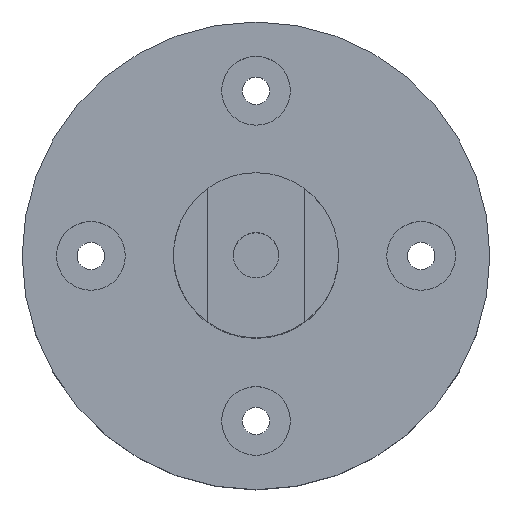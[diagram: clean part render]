
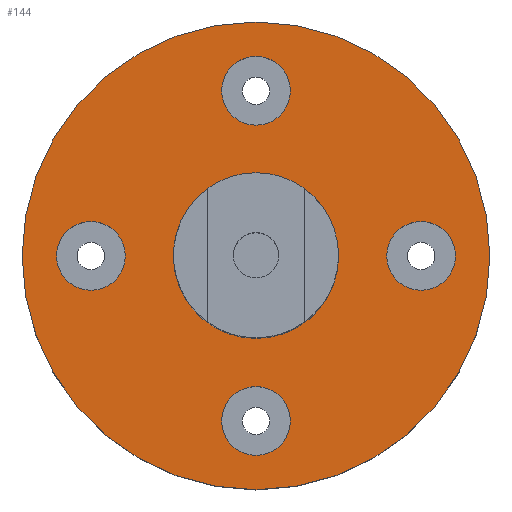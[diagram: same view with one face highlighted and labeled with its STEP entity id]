
A CAD part, top view. The second image highlights one B-rep face of the part: STEP entity #144.
In plain terms, the highlighted planar face has unit normal (0, 0, 1).
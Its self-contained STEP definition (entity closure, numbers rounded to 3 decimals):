
#24 = VERTEX_POINT('',#25);
#25 = CARTESIAN_POINT('',(17.,0.,10.));
#32 = CYLINDRICAL_SURFACE('',#33,17.);
#33 = AXIS2_PLACEMENT_3D('',#34,#35,#36);
#34 = CARTESIAN_POINT('',(0.,0.,0.));
#35 = DIRECTION('',(-0.,-0.,-1.));
#36 = DIRECTION('',(1.,0.,0.));
#51 = EDGE_CURVE('',#24,#24,#52,.T.);
#52 = SURFACE_CURVE('',#53,(#58,#65),.PCURVE_S1.);
#53 = CIRCLE('',#54,17.);
#54 = AXIS2_PLACEMENT_3D('',#55,#56,#57);
#55 = CARTESIAN_POINT('',(0.,0.,10.));
#56 = DIRECTION('',(0.,0.,1.));
#57 = DIRECTION('',(1.,0.,0.));
#58 = PCURVE('',#32,#59);
#59 = DEFINITIONAL_REPRESENTATION('',(#60),#64);
#60 = LINE('',#61,#62);
#61 = CARTESIAN_POINT('',(-0.,-10.));
#62 = VECTOR('',#63,1.);
#63 = DIRECTION('',(-1.,0.));
#64 = ( GEOMETRIC_REPRESENTATION_CONTEXT(2) 
PARAMETRIC_REPRESENTATION_CONTEXT() REPRESENTATION_CONTEXT('2D SPACE',''
  ) );
#65 = PCURVE('',#66,#71);
#66 = PLANE('',#67);
#67 = AXIS2_PLACEMENT_3D('',#68,#69,#70);
#68 = CARTESIAN_POINT('',(0.,0.,10.));
#69 = DIRECTION('',(0.,0.,1.));
#70 = DIRECTION('',(1.,0.,0.));
#71 = DEFINITIONAL_REPRESENTATION('',(#72),#76);
#72 = CIRCLE('',#73,17.);
#73 = AXIS2_PLACEMENT_2D('',#74,#75);
#74 = CARTESIAN_POINT('',(0.,0.));
#75 = DIRECTION('',(1.,0.));
#76 = ( GEOMETRIC_REPRESENTATION_CONTEXT(2) 
PARAMETRIC_REPRESENTATION_CONTEXT() REPRESENTATION_CONTEXT('2D SPACE',''
  ) );
#144 = ADVANCED_FACE('',(#145,#148,#179,#210,#241,#272),#66,.T.);
#145 = FACE_BOUND('',#146,.T.);
#146 = EDGE_LOOP('',(#147));
#147 = ORIENTED_EDGE('',*,*,#51,.T.);
#148 = FACE_BOUND('',#149,.T.);
#149 = EDGE_LOOP('',(#150));
#150 = ORIENTED_EDGE('',*,*,#151,.F.);
#151 = EDGE_CURVE('',#152,#152,#154,.T.);
#152 = VERTEX_POINT('',#153);
#153 = CARTESIAN_POINT('',(2.5,-12.,10.));
#154 = SURFACE_CURVE('',#155,(#160,#167),.PCURVE_S1.);
#155 = CIRCLE('',#156,2.5);
#156 = AXIS2_PLACEMENT_3D('',#157,#158,#159);
#157 = CARTESIAN_POINT('',(0.,-12.,10.));
#158 = DIRECTION('',(0.,0.,1.));
#159 = DIRECTION('',(1.,0.,0.));
#160 = PCURVE('',#66,#161);
#161 = DEFINITIONAL_REPRESENTATION('',(#162),#166);
#162 = CIRCLE('',#163,2.5);
#163 = AXIS2_PLACEMENT_2D('',#164,#165);
#164 = CARTESIAN_POINT('',(0.,-12.));
#165 = DIRECTION('',(1.,0.));
#166 = ( GEOMETRIC_REPRESENTATION_CONTEXT(2) 
PARAMETRIC_REPRESENTATION_CONTEXT() REPRESENTATION_CONTEXT('2D SPACE',''
  ) );
#167 = PCURVE('',#168,#173);
#168 = CYLINDRICAL_SURFACE('',#169,2.5);
#169 = AXIS2_PLACEMENT_3D('',#170,#171,#172);
#170 = CARTESIAN_POINT('',(0.,-12.,10.));
#171 = DIRECTION('',(0.,0.,1.));
#172 = DIRECTION('',(1.,0.,0.));
#173 = DEFINITIONAL_REPRESENTATION('',(#174),#178);
#174 = LINE('',#175,#176);
#175 = CARTESIAN_POINT('',(0.,0.));
#176 = VECTOR('',#177,1.);
#177 = DIRECTION('',(1.,0.));
#178 = ( GEOMETRIC_REPRESENTATION_CONTEXT(2) 
PARAMETRIC_REPRESENTATION_CONTEXT() REPRESENTATION_CONTEXT('2D SPACE',''
  ) );
#179 = FACE_BOUND('',#180,.T.);
#180 = EDGE_LOOP('',(#181));
#181 = ORIENTED_EDGE('',*,*,#182,.F.);
#182 = EDGE_CURVE('',#183,#183,#185,.T.);
#183 = VERTEX_POINT('',#184);
#184 = CARTESIAN_POINT('',(-9.5,0.,10.));
#185 = SURFACE_CURVE('',#186,(#191,#198),.PCURVE_S1.);
#186 = CIRCLE('',#187,2.5);
#187 = AXIS2_PLACEMENT_3D('',#188,#189,#190);
#188 = CARTESIAN_POINT('',(-12.,0.,10.));
#189 = DIRECTION('',(0.,0.,1.));
#190 = DIRECTION('',(1.,0.,0.));
#191 = PCURVE('',#66,#192);
#192 = DEFINITIONAL_REPRESENTATION('',(#193),#197);
#193 = CIRCLE('',#194,2.5);
#194 = AXIS2_PLACEMENT_2D('',#195,#196);
#195 = CARTESIAN_POINT('',(-12.,0.));
#196 = DIRECTION('',(1.,0.));
#197 = ( GEOMETRIC_REPRESENTATION_CONTEXT(2) 
PARAMETRIC_REPRESENTATION_CONTEXT() REPRESENTATION_CONTEXT('2D SPACE',''
  ) );
#198 = PCURVE('',#199,#204);
#199 = CYLINDRICAL_SURFACE('',#200,2.5);
#200 = AXIS2_PLACEMENT_3D('',#201,#202,#203);
#201 = CARTESIAN_POINT('',(-12.,0.,10.));
#202 = DIRECTION('',(0.,0.,1.));
#203 = DIRECTION('',(1.,0.,0.));
#204 = DEFINITIONAL_REPRESENTATION('',(#205),#209);
#205 = LINE('',#206,#207);
#206 = CARTESIAN_POINT('',(0.,0.));
#207 = VECTOR('',#208,1.);
#208 = DIRECTION('',(1.,0.));
#209 = ( GEOMETRIC_REPRESENTATION_CONTEXT(2) 
PARAMETRIC_REPRESENTATION_CONTEXT() REPRESENTATION_CONTEXT('2D SPACE',''
  ) );
#210 = FACE_BOUND('',#211,.T.);
#211 = EDGE_LOOP('',(#212));
#212 = ORIENTED_EDGE('',*,*,#213,.F.);
#213 = EDGE_CURVE('',#214,#214,#216,.T.);
#214 = VERTEX_POINT('',#215);
#215 = CARTESIAN_POINT('',(6.,0.,10.));
#216 = SURFACE_CURVE('',#217,(#222,#229),.PCURVE_S1.);
#217 = CIRCLE('',#218,6.);
#218 = AXIS2_PLACEMENT_3D('',#219,#220,#221);
#219 = CARTESIAN_POINT('',(0.,0.,10.));
#220 = DIRECTION('',(0.,0.,1.));
#221 = DIRECTION('',(1.,0.,0.));
#222 = PCURVE('',#66,#223);
#223 = DEFINITIONAL_REPRESENTATION('',(#224),#228);
#224 = CIRCLE('',#225,6.);
#225 = AXIS2_PLACEMENT_2D('',#226,#227);
#226 = CARTESIAN_POINT('',(0.,0.));
#227 = DIRECTION('',(1.,0.));
#228 = ( GEOMETRIC_REPRESENTATION_CONTEXT(2) 
PARAMETRIC_REPRESENTATION_CONTEXT() REPRESENTATION_CONTEXT('2D SPACE',''
  ) );
#229 = PCURVE('',#230,#235);
#230 = CYLINDRICAL_SURFACE('',#231,6.);
#231 = AXIS2_PLACEMENT_3D('',#232,#233,#234);
#232 = CARTESIAN_POINT('',(0.,0.,10.));
#233 = DIRECTION('',(-0.,-0.,-1.));
#234 = DIRECTION('',(1.,0.,0.));
#235 = DEFINITIONAL_REPRESENTATION('',(#236),#240);
#236 = LINE('',#237,#238);
#237 = CARTESIAN_POINT('',(-0.,0.));
#238 = VECTOR('',#239,1.);
#239 = DIRECTION('',(-1.,0.));
#240 = ( GEOMETRIC_REPRESENTATION_CONTEXT(2) 
PARAMETRIC_REPRESENTATION_CONTEXT() REPRESENTATION_CONTEXT('2D SPACE',''
  ) );
#241 = FACE_BOUND('',#242,.T.);
#242 = EDGE_LOOP('',(#243));
#243 = ORIENTED_EDGE('',*,*,#244,.F.);
#244 = EDGE_CURVE('',#245,#245,#247,.T.);
#245 = VERTEX_POINT('',#246);
#246 = CARTESIAN_POINT('',(14.5,0.,10.));
#247 = SURFACE_CURVE('',#248,(#253,#260),.PCURVE_S1.);
#248 = CIRCLE('',#249,2.5);
#249 = AXIS2_PLACEMENT_3D('',#250,#251,#252);
#250 = CARTESIAN_POINT('',(12.,0.,10.));
#251 = DIRECTION('',(0.,0.,1.));
#252 = DIRECTION('',(1.,0.,0.));
#253 = PCURVE('',#66,#254);
#254 = DEFINITIONAL_REPRESENTATION('',(#255),#259);
#255 = CIRCLE('',#256,2.5);
#256 = AXIS2_PLACEMENT_2D('',#257,#258);
#257 = CARTESIAN_POINT('',(12.,0.));
#258 = DIRECTION('',(1.,0.));
#259 = ( GEOMETRIC_REPRESENTATION_CONTEXT(2) 
PARAMETRIC_REPRESENTATION_CONTEXT() REPRESENTATION_CONTEXT('2D SPACE',''
  ) );
#260 = PCURVE('',#261,#266);
#261 = CYLINDRICAL_SURFACE('',#262,2.5);
#262 = AXIS2_PLACEMENT_3D('',#263,#264,#265);
#263 = CARTESIAN_POINT('',(12.,0.,10.));
#264 = DIRECTION('',(0.,0.,1.));
#265 = DIRECTION('',(1.,0.,0.));
#266 = DEFINITIONAL_REPRESENTATION('',(#267),#271);
#267 = LINE('',#268,#269);
#268 = CARTESIAN_POINT('',(0.,0.));
#269 = VECTOR('',#270,1.);
#270 = DIRECTION('',(1.,0.));
#271 = ( GEOMETRIC_REPRESENTATION_CONTEXT(2) 
PARAMETRIC_REPRESENTATION_CONTEXT() REPRESENTATION_CONTEXT('2D SPACE',''
  ) );
#272 = FACE_BOUND('',#273,.T.);
#273 = EDGE_LOOP('',(#274));
#274 = ORIENTED_EDGE('',*,*,#275,.F.);
#275 = EDGE_CURVE('',#276,#276,#278,.T.);
#276 = VERTEX_POINT('',#277);
#277 = CARTESIAN_POINT('',(2.5,12.,10.));
#278 = SURFACE_CURVE('',#279,(#284,#291),.PCURVE_S1.);
#279 = CIRCLE('',#280,2.5);
#280 = AXIS2_PLACEMENT_3D('',#281,#282,#283);
#281 = CARTESIAN_POINT('',(0.,12.,10.));
#282 = DIRECTION('',(0.,0.,1.));
#283 = DIRECTION('',(1.,0.,0.));
#284 = PCURVE('',#66,#285);
#285 = DEFINITIONAL_REPRESENTATION('',(#286),#290);
#286 = CIRCLE('',#287,2.5);
#287 = AXIS2_PLACEMENT_2D('',#288,#289);
#288 = CARTESIAN_POINT('',(0.,12.));
#289 = DIRECTION('',(1.,0.));
#290 = ( GEOMETRIC_REPRESENTATION_CONTEXT(2) 
PARAMETRIC_REPRESENTATION_CONTEXT() REPRESENTATION_CONTEXT('2D SPACE',''
  ) );
#291 = PCURVE('',#292,#297);
#292 = CYLINDRICAL_SURFACE('',#293,2.5);
#293 = AXIS2_PLACEMENT_3D('',#294,#295,#296);
#294 = CARTESIAN_POINT('',(0.,12.,10.));
#295 = DIRECTION('',(0.,0.,1.));
#296 = DIRECTION('',(1.,0.,0.));
#297 = DEFINITIONAL_REPRESENTATION('',(#298),#302);
#298 = LINE('',#299,#300);
#299 = CARTESIAN_POINT('',(0.,0.));
#300 = VECTOR('',#301,1.);
#301 = DIRECTION('',(1.,0.));
#302 = ( GEOMETRIC_REPRESENTATION_CONTEXT(2) 
PARAMETRIC_REPRESENTATION_CONTEXT() REPRESENTATION_CONTEXT('2D SPACE',''
  ) );
